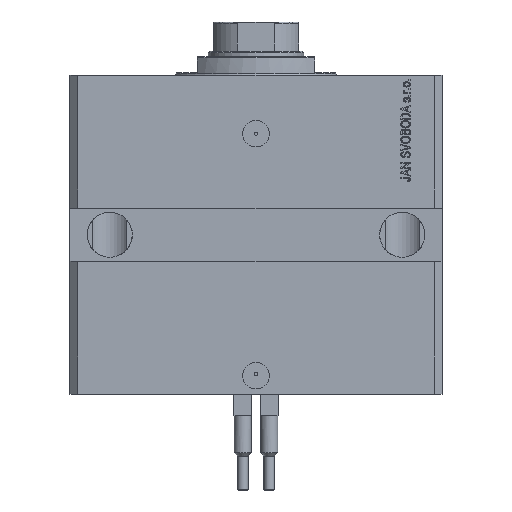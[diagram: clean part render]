
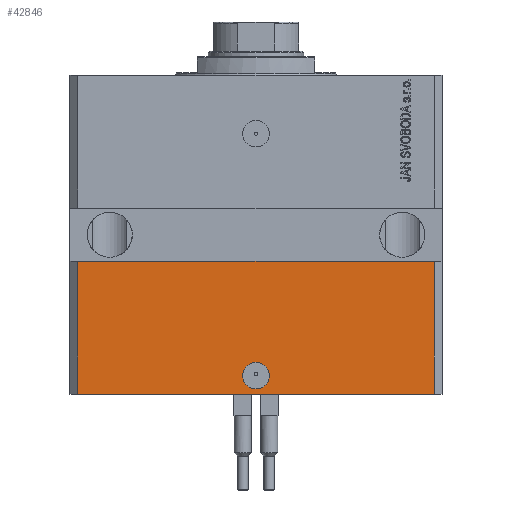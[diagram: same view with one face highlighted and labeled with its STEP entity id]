
A CAD part, front view. The second image highlights one B-rep face of the part: STEP entity #42846.
In plain terms, the highlighted planar face has unit normal (0, -1, 0).
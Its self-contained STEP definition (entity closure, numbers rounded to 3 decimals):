
#698 = EDGE_CURVE ( 'NONE', #21607, #12503, #35680, .T. ) ;
#1072 = FACE_BOUND ( 'NONE', #25290, .T. ) ;
#1521 = ORIENTED_EDGE ( 'NONE', *, *, #25966, .F. ) ;
#1761 = ORIENTED_EDGE ( 'NONE', *, *, #44337, .T. ) ;
#2072 = CARTESIAN_POINT ( 'NONE',  ( -67., -55., -120. ) ) ;
#2614 = EDGE_CURVE ( 'NONE', #6338, #10429, #26186, .T. ) ;
#2822 = VECTOR ( 'NONE', #27765, 1000. ) ;
#5522 = AXIS2_PLACEMENT_3D ( 'NONE', #35480, #12435, #13186 ) ;
#5632 = PLANE ( 'NONE',  #26222 ) ;
#6338 = VERTEX_POINT ( 'NONE', #13465 ) ;
#6903 = DIRECTION ( 'NONE',  ( 1., 0., 0. ) ) ;
#7737 = LINE ( 'NONE', #12305, #2822 ) ;
#8138 = EDGE_LOOP ( 'NONE', ( #24307, #10089, #49621, #1761 ) ) ;
#9280 = CARTESIAN_POINT ( 'NONE',  ( -70., -55., -70. ) ) ;
#9319 = CARTESIAN_POINT ( 'NONE',  ( -67., -55., -120. ) ) ;
#9628 = DIRECTION ( 'NONE',  ( 0., -1., 0. ) ) ;
#10089 = ORIENTED_EDGE ( 'NONE', *, *, #36992, .F. ) ;
#10429 = VERTEX_POINT ( 'NONE', #30354 ) ;
#11348 = VECTOR ( 'NONE', #6903, 1000. ) ;
#12305 = CARTESIAN_POINT ( 'NONE',  ( 67., -55., -120. ) ) ;
#12435 = DIRECTION ( 'NONE',  ( 0., -1., 0. ) ) ;
#12503 = VERTEX_POINT ( 'NONE', #41498 ) ;
#13186 = DIRECTION ( 'NONE',  ( 1., 0., 0. ) ) ;
#13465 = CARTESIAN_POINT ( 'NONE',  ( -67., -55., -70. ) ) ;
#15803 = VERTEX_POINT ( 'NONE', #40222 ) ;
#16558 = FACE_OUTER_BOUND ( 'NONE', #8138, .T. ) ;
#16752 = ORIENTED_EDGE ( 'NONE', *, *, #43286, .F. ) ;
#17193 = DIRECTION ( 'NONE',  ( 1., 0., 0. ) ) ;
#20371 = DIRECTION ( 'NONE',  ( 0., -1., 0. ) ) ;
#20621 = CIRCLE ( 'NONE', #49735, 5. ) ;
#21567 = DIRECTION ( 'NONE',  ( 1., 0., 0. ) ) ;
#21607 = VERTEX_POINT ( 'NONE', #2072 ) ;
#24307 = ORIENTED_EDGE ( 'NONE', *, *, #2614, .F. ) ;
#25290 = EDGE_LOOP ( 'NONE', ( #1521, #16752 ) ) ;
#25966 = EDGE_CURVE ( 'NONE', #41791, #15803, #36268, .T. ) ;
#26186 = LINE ( 'NONE', #9280, #11348 ) ;
#26222 = AXIS2_PLACEMENT_3D ( 'NONE', #32255, #20371, #43444 ) ;
#27765 = DIRECTION ( 'NONE',  ( 0., 0., 1. ) ) ;
#29302 = VECTOR ( 'NONE', #32375, 1000. ) ;
#30354 = CARTESIAN_POINT ( 'NONE',  ( 67., -55., -70. ) ) ;
#31387 = LINE ( 'NONE', #47117, #29302 ) ;
#32255 = CARTESIAN_POINT ( 'NONE',  ( -67., -55., -120. ) ) ;
#32375 = DIRECTION ( 'NONE',  ( 0., 0., 1. ) ) ;
#33094 = VECTOR ( 'NONE', #17193, 1000. ) ;
#33706 = CARTESIAN_POINT ( 'NONE',  ( 0., -55., -113. ) ) ;
#33930 = CARTESIAN_POINT ( 'NONE',  ( 5., -55., -113. ) ) ;
#35480 = CARTESIAN_POINT ( 'NONE',  ( 0., -55., -113. ) ) ;
#35680 = LINE ( 'NONE', #9319, #33094 ) ;
#36268 = CIRCLE ( 'NONE', #5522, 5. ) ;
#36992 = EDGE_CURVE ( 'NONE', #21607, #6338, #31387, .T. ) ;
#40222 = CARTESIAN_POINT ( 'NONE',  ( -5., -55., -113. ) ) ;
#41498 = CARTESIAN_POINT ( 'NONE',  ( 67., -55., -120. ) ) ;
#41791 = VERTEX_POINT ( 'NONE', #33930 ) ;
#42846 = ADVANCED_FACE ( 'NONE', ( #1072, #16558 ), #5632, .T. ) ;
#43286 = EDGE_CURVE ( 'NONE', #15803, #41791, #20621, .T. ) ;
#43444 = DIRECTION ( 'NONE',  ( 1., 0., 0. ) ) ;
#44337 = EDGE_CURVE ( 'NONE', #12503, #10429, #7737, .T. ) ;
#47117 = CARTESIAN_POINT ( 'NONE',  ( -67., -55., -120. ) ) ;
#49621 = ORIENTED_EDGE ( 'NONE', *, *, #698, .T. ) ;
#49735 = AXIS2_PLACEMENT_3D ( 'NONE', #33706, #9628, #21567 ) ;
